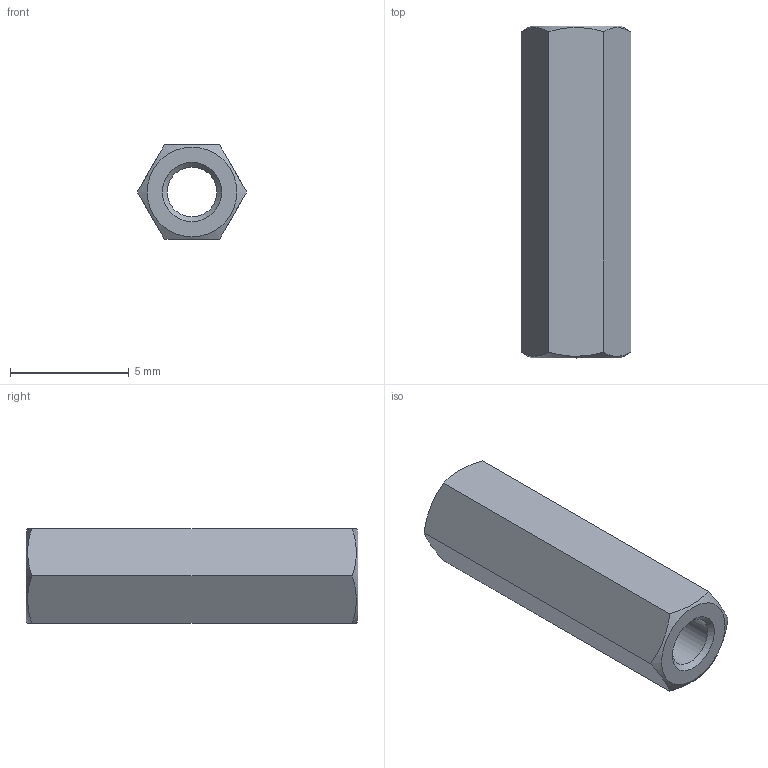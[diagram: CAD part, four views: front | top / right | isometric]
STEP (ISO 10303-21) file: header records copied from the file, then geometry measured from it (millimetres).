
FILE_DESCRIPTION((' '),'2;1');
FILE_NAME( 'Abstandzbolzen Messing vernickelt I-I M2.5_-_Ettinger - 5.02.143 (M2,5x14).stp', '2022-09-10T18:00:33', (' '), ('--- Datakit www.datakit.com---'), ' Datakit CrossCadWare V2022.3 Jun 15 2022', 'DATAKIT 2022 (c)', ' ');
FILE_SCHEMA(('AP242_MANAGED_MODEL_BASED_3D_ENGINEERING_MIM_LF { 1 0 10303 442 1 1 4 }'));
Length unit declared in the file: millimetre
Products named in the file (1): Abstandzbolzen Messing vernickelt I-I M2.5_-_Ettinger - 5.02.143 (M2,5x14)
Bounding box: 4.62 x 14 x 4 mm (x, y, z)
Volume: 144.8 mm3; surface area: 303.1 mm2
Topology: 1 solids, 1 shells, 13 faces, 31 edges, 20 vertices
Faces by surface type: plane 8, cone 4, cylinder 1
Full cylindrical faces by diameter (mm): 2.1 x1
Entity records: 425 total; most frequent: CARTESIAN_POINT 148, ORIENTED_EDGE 48, DIRECTION 46, EDGE_CURVE 24, AXIS2_PLACEMENT_3D 20, EDGE_LOOP 20, VERTEX_POINT 18, FACE_OUTER_BOUND 13
